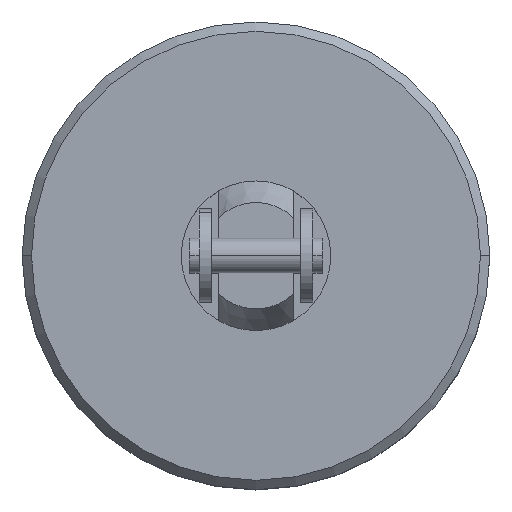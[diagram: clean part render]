
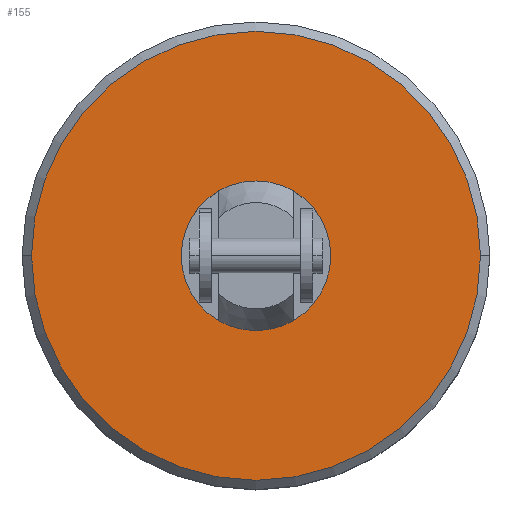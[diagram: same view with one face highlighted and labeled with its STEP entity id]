
A CAD part, top view. The second image highlights one B-rep face of the part: STEP entity #155.
In plain terms, the highlighted planar face has unit normal (0, 0, 1).
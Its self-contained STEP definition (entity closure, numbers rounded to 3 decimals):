
#155=ADVANCED_FACE('',(#364,#365),#366,.T.);
#364=FACE_BOUND('',#639,.T.);
#365=FACE_OUTER_BOUND('',#640,.T.);
#366=PLANE('',#641);
#639=EDGE_LOOP('',(#1014,#1015,#1016,#1017,#1018,#1019));
#640=EDGE_LOOP('',(#1020,#1021));
#641=AXIS2_PLACEMENT_3D('',#1022,#1023,#1024);
#1014=ORIENTED_EDGE('',*,*,#1611,.T.);
#1015=ORIENTED_EDGE('',*,*,#1609,.T.);
#1016=ORIENTED_EDGE('',*,*,#1626,.F.);
#1017=ORIENTED_EDGE('',*,*,#1602,.T.);
#1018=ORIENTED_EDGE('',*,*,#1617,.T.);
#1019=ORIENTED_EDGE('',*,*,#1627,.F.);
#1020=ORIENTED_EDGE('',*,*,#1592,.T.);
#1021=ORIENTED_EDGE('',*,*,#1624,.T.);
#1022=CARTESIAN_POINT('',(6.0,0.0,12.0));
#1023=DIRECTION('',(0.0,0.0,1.0));
#1024=DIRECTION('',(1.0,0.0,0.0));
#1592=EDGE_CURVE('',#1889,#1893,#1895,.T.);
#1602=EDGE_CURVE('',#1909,#1906,#1910,.T.);
#1609=EDGE_CURVE('',#1916,#1920,#1922,.T.);
#1611=EDGE_CURVE('',#1924,#1916,#1925,.T.);
#1617=EDGE_CURVE('',#1906,#1932,#1934,.T.);
#1624=EDGE_CURVE('',#1893,#1889,#1941,.T.);
#1626=EDGE_CURVE('',#1909,#1920,#1943,.T.);
#1627=EDGE_CURVE('',#1924,#1932,#1944,.T.);
#1889=VERTEX_POINT('',#2291);
#1893=VERTEX_POINT('',#2296);
#1895=CIRCLE('',#2299,12.0);
#1906=VERTEX_POINT('',#2314);
#1909=VERTEX_POINT('',#2318);
#1910=CIRCLE('',#2319,4.0);
#1916=VERTEX_POINT('',#2326);
#1920=VERTEX_POINT('',#2331);
#1922=CIRCLE('',#2334,4.0);
#1924=VERTEX_POINT('',#2336);
#1925=CIRCLE('',#2337,4.0);
#1932=VERTEX_POINT('',#2345);
#1934=CIRCLE('',#2348,4.0);
#1941=CIRCLE('',#2355,12.0);
#1943=CIRCLE('',#2357,4.);
#1944=CIRCLE('',#2358,4.);
#2291=CARTESIAN_POINT('',(12.0,0.0,12.0));
#2296=CARTESIAN_POINT('',(-12.0,0.,12.0));
#2299=AXIS2_PLACEMENT_3D('',#2754,#2755,#2756);
#2314=CARTESIAN_POINT('',(4.0,0.,12.0));
#2318=CARTESIAN_POINT('',(2.0,3.464,12.0));
#2319=AXIS2_PLACEMENT_3D('',#2765,#2766,#2767);
#2326=CARTESIAN_POINT('',(-4.0,0.,12.0));
#2331=CARTESIAN_POINT('',(-2.0,3.464,12.0));
#2334=AXIS2_PLACEMENT_3D('',#2777,#2778,#2779);
#2336=CARTESIAN_POINT('',(-2.0,-3.464,12.0));
#2337=AXIS2_PLACEMENT_3D('',#2780,#2781,#2782);
#2345=CARTESIAN_POINT('',(2.0,-3.464,12.0));
#2348=AXIS2_PLACEMENT_3D('',#2791,#2792,#2793);
#2355=AXIS2_PLACEMENT_3D('',#2803,#2804,#2805);
#2357=AXIS2_PLACEMENT_3D('',#2806,#2807,#2808);
#2358=AXIS2_PLACEMENT_3D('',#2809,#2810,#2811);
#2754=CARTESIAN_POINT('',(0.0,0.0,12.0));
#2755=DIRECTION('',(0.0,0.0,1.0));
#2756=DIRECTION('',(1.0,0.0,0.0));
#2765=CARTESIAN_POINT('',(0.0,0.0,12.0));
#2766=DIRECTION('',(0.0,0.0,-1.0));
#2767=DIRECTION('',(1.0,0.0,0.0));
#2777=CARTESIAN_POINT('',(0.0,0.0,12.0));
#2778=DIRECTION('',(0.0,0.0,-1.0));
#2779=DIRECTION('',(1.0,0.0,0.0));
#2780=CARTESIAN_POINT('',(0.0,0.0,12.0));
#2781=DIRECTION('',(0.0,0.0,-1.0));
#2782=DIRECTION('',(1.0,0.0,0.0));
#2791=CARTESIAN_POINT('',(0.0,0.0,12.0));
#2792=DIRECTION('',(0.0,0.0,-1.0));
#2793=DIRECTION('',(1.0,0.0,0.0));
#2803=CARTESIAN_POINT('',(0.0,0.0,12.0));
#2804=DIRECTION('',(0.0,0.0,1.0));
#2805=DIRECTION('',(1.0,0.0,0.0));
#2806=CARTESIAN_POINT('',(0.0,0.0,12.0));
#2807=DIRECTION('',(0.0,0.0,1.0));
#2808=DIRECTION('',(1.0,0.0,0.0));
#2809=CARTESIAN_POINT('',(0.0,0.0,12.0));
#2810=DIRECTION('',(0.0,0.0,1.0));
#2811=DIRECTION('',(1.0,0.0,0.0));
